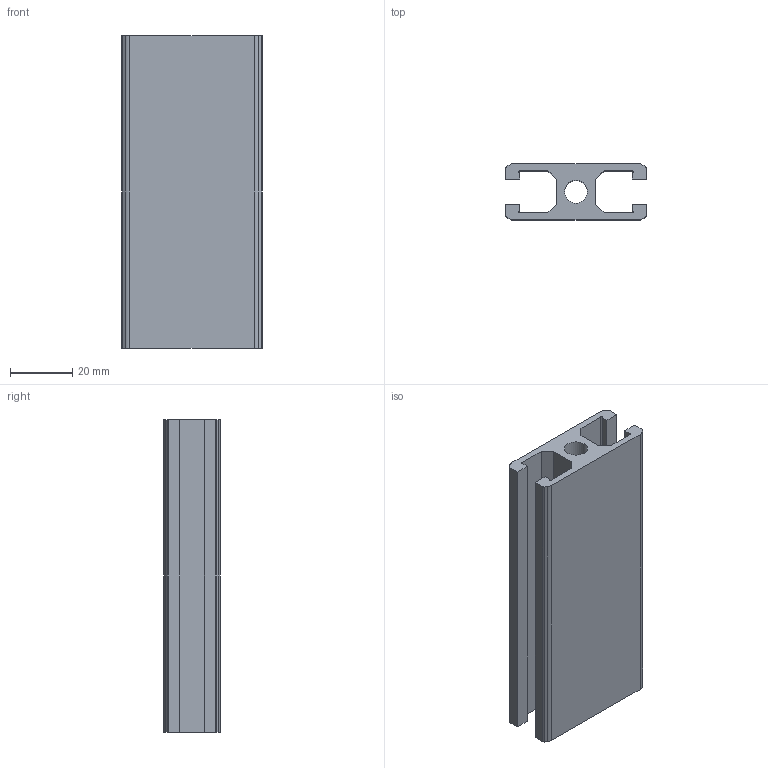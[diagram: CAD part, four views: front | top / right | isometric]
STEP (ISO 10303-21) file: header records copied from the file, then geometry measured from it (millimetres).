
FILE_DESCRIPTION (( 'STEP AP203' ), '1' );
FILE_NAME ('N0162.STEP', '2012-12-20T13:07:40', ( 'norcan' ), ( 'Microsoft' ), 'SwSTEP 2.0', 'SolidWorks 2011', '' );
FILE_SCHEMA (( 'CONFIG_CONTROL_DESIGN' ));
Length unit declared in the file: millimetre
Products named in the file (1): N0162
Bounding box: 45 x 18 x 100 mm (x, y, z)
Volume: 38694.9 mm3; surface area: 23475.3 mm2
Topology: 1 solids, 1 shells, 43 faces, 123 edges, 82 vertices
Faces by surface type: plane 30, cylinder 13
Full cylindrical faces by diameter (mm): 7.35 x1
Entity records: 1479 total; most frequent: CARTESIAN_POINT 248, ORIENTED_EDGE 244, DIRECTION 236, EDGE_CURVE 122, VECTOR 96, LINE 96, VERTEX_POINT 82, AXIS2_PLACEMENT_3D 70
